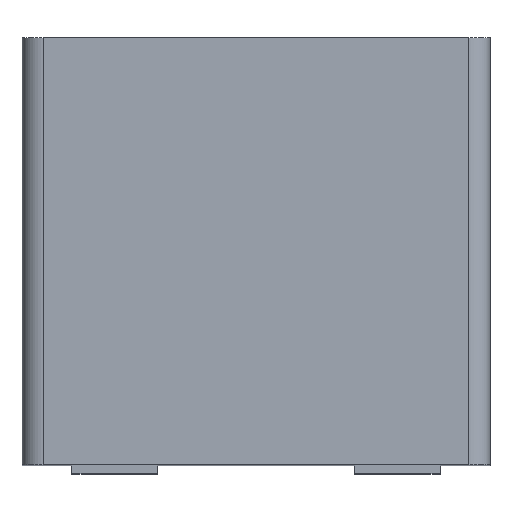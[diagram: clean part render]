
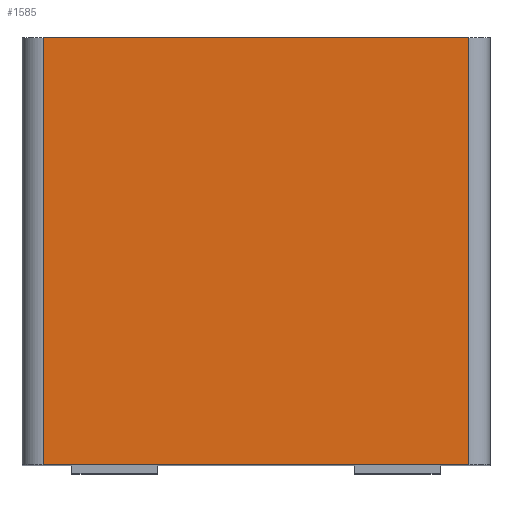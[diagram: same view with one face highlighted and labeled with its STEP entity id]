
A CAD part, top view. The second image highlights one B-rep face of the part: STEP entity #1585.
In plain terms, the highlighted planar face has unit normal (0, 0, 1).
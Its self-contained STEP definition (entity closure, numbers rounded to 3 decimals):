
#26 = AXIS2_PLACEMENT_3D ( 'NONE', #535, #907, #1139 ) ;
#30 = VECTOR ( 'NONE', #1143, 1000. ) ;
#31 = EDGE_LOOP ( 'NONE', ( #1226, #800, #913, #65 ) ) ;
#56 = CARTESIAN_POINT ( 'NONE',  ( 0., 5., 2.84 ) ) ;
#65 = ORIENTED_EDGE ( 'NONE', *, *, #1108, .F. ) ;
#194 = VERTEX_POINT ( 'NONE', #552 ) ;
#233 = CARTESIAN_POINT ( 'NONE',  ( -2.49, 5., 2.84 ) ) ;
#264 = EDGE_CURVE ( 'NONE', #1201, #194, #1066, .T. ) ;
#278 = LINE ( 'NONE', #802, #699 ) ;
#353 = CARTESIAN_POINT ( 'NONE',  ( -2.74, 0., 2.84 ) ) ;
#391 = DIRECTION ( 'NONE',  ( 0., -1., 0. ) ) ;
#535 = CARTESIAN_POINT ( 'NONE',  ( -2.74, 5., 2.84 ) ) ;
#552 = CARTESIAN_POINT ( 'NONE',  ( 2.49, 5., 2.84 ) ) ;
#699 = VECTOR ( 'NONE', #391, 1000. ) ;
#766 = EDGE_CURVE ( 'NONE', #194, #791, #278, .T. ) ;
#791 = VERTEX_POINT ( 'NONE', #1529 ) ;
#800 = ORIENTED_EDGE ( 'NONE', *, *, #264, .F. ) ;
#802 = CARTESIAN_POINT ( 'NONE',  ( 2.49, 5., 2.84 ) ) ;
#826 = VECTOR ( 'NONE', #1236, 1000. ) ;
#856 = VERTEX_POINT ( 'NONE', #1183 ) ;
#907 = DIRECTION ( 'NONE',  ( 0., 0., -1. ) ) ;
#913 = ORIENTED_EDGE ( 'NONE', *, *, #1140, .F. ) ;
#998 = DIRECTION ( 'NONE',  ( 0., 1., 0. ) ) ;
#1029 = CARTESIAN_POINT ( 'NONE',  ( -2.49, 5., 2.84 ) ) ;
#1032 = PLANE ( 'NONE',  #26 ) ;
#1066 = LINE ( 'NONE', #56, #30 ) ;
#1108 = EDGE_CURVE ( 'NONE', #791, #856, #1478, .T. ) ;
#1139 = DIRECTION ( 'NONE',  ( -1., 0., 0. ) ) ;
#1140 = EDGE_CURVE ( 'NONE', #856, #1201, #1361, .T. ) ;
#1143 = DIRECTION ( 'NONE',  ( 1., 0., 0. ) ) ;
#1183 = CARTESIAN_POINT ( 'NONE',  ( -2.49, 0., 2.84 ) ) ;
#1201 = VERTEX_POINT ( 'NONE', #1029 ) ;
#1226 = ORIENTED_EDGE ( 'NONE', *, *, #766, .F. ) ;
#1236 = DIRECTION ( 'NONE',  ( -1., 0., 0. ) ) ;
#1361 = LINE ( 'NONE', #233, #1534 ) ;
#1478 = LINE ( 'NONE', #353, #826 ) ;
#1529 = CARTESIAN_POINT ( 'NONE',  ( 2.49, 0., 2.84 ) ) ;
#1534 = VECTOR ( 'NONE', #998, 1000. ) ;
#1536 = FACE_OUTER_BOUND ( 'NONE', #31, .T. ) ;
#1585 = ADVANCED_FACE ( 'NONE', ( #1536 ), #1032, .F. ) ;
